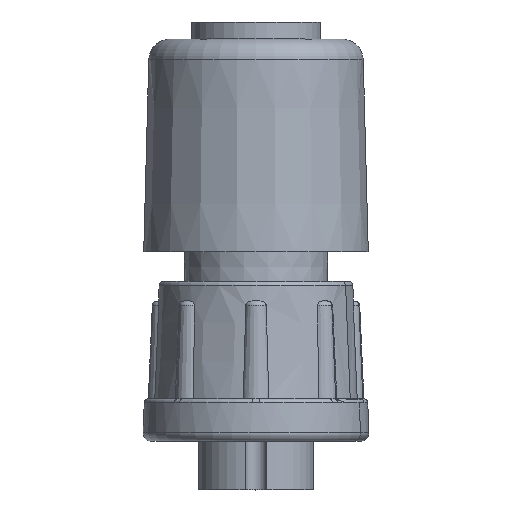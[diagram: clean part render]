
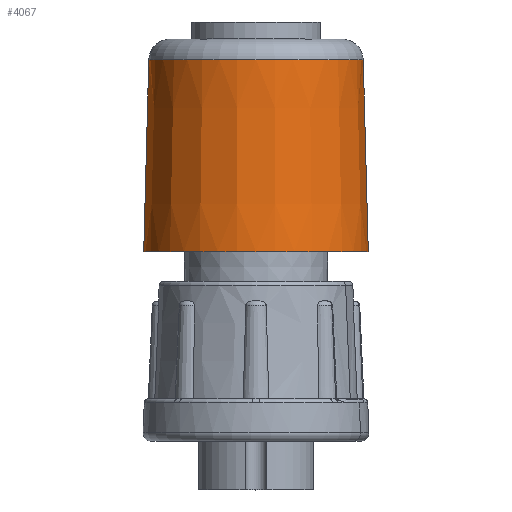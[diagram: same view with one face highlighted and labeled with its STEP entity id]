
A CAD part, top view. The second image highlights one B-rep face of the part: STEP entity #4067.
In plain terms, the highlighted conical face has half-angle 1.5 degrees and reference radius 6.706 mm.
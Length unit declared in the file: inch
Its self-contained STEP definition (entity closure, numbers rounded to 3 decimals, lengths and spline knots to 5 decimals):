
#6 = EDGE_CURVE ( 'NONE', #1281, #3030, #1128, .T. ) ;
#110 = DIRECTION ( 'NONE',  ( 0., -1., 0. ) ) ;
#154 = VECTOR ( 'NONE', #1462, 39.37008 ) ;
#294 = EDGE_CURVE ( 'NONE', #1281, #2794, #1168, .T. ) ;
#496 = DIRECTION ( 'NONE',  ( -1., 0., 0. ) ) ;
#580 = CARTESIAN_POINT ( 'NONE',  ( 0., 0., 0. ) ) ;
#658 = AXIS2_PLACEMENT_3D ( 'NONE', #2205, #110, #873 ) ;
#711 = EDGE_CURVE ( 'NONE', #2794, #2136, #1996, .T. ) ;
#787 = CARTESIAN_POINT ( 'NONE',  ( -0.264, 0., 0. ) ) ;
#873 = DIRECTION ( 'NONE',  ( -1., 0., 0. ) ) ;
#945 = DIRECTION ( 'NONE',  ( 0., -1., 0. ) ) ;
#976 = EDGE_CURVE ( 'NONE', #3030, #2136, #2168, .T. ) ;
#1128 = CIRCLE ( 'NONE', #2133, 0.25218 ) ;
#1168 = LINE ( 'NONE', #3712, #154 ) ;
#1214 = CARTESIAN_POINT ( 'NONE',  ( -0.264, 0., 0. ) ) ;
#1227 = DIRECTION ( 'NONE',  ( -0.026, -1., 0. ) ) ;
#1281 = VERTEX_POINT ( 'NONE', #2404 ) ;
#1462 = DIRECTION ( 'NONE',  ( 0.026, -1., 0. ) ) ;
#1996 = CIRCLE ( 'NONE', #658, 0.264 ) ;
#2011 = AXIS2_PLACEMENT_3D ( 'NONE', #580, #945, #2826 ) ;
#2080 = FACE_OUTER_BOUND ( 'NONE', #3494, .T. ) ;
#2133 = AXIS2_PLACEMENT_3D ( 'NONE', #2216, #2324, #496 ) ;
#2136 = VERTEX_POINT ( 'NONE', #787 ) ;
#2168 = LINE ( 'NONE', #1214, #3932 ) ;
#2205 = CARTESIAN_POINT ( 'NONE',  ( 0., 0., 0. ) ) ;
#2215 = ORIENTED_EDGE ( 'NONE', *, *, #711, .F. ) ;
#2216 = CARTESIAN_POINT ( 'NONE',  ( 0., 0.45131, 0. ) ) ;
#2324 = DIRECTION ( 'NONE',  ( 0., -1., 0. ) ) ;
#2404 = CARTESIAN_POINT ( 'NONE',  ( 0.25218, 0.45131, 0. ) ) ;
#2794 = VERTEX_POINT ( 'NONE', #3479 ) ;
#2826 = DIRECTION ( 'NONE',  ( -1., 0., 0. ) ) ;
#3030 = VERTEX_POINT ( 'NONE', #4805 ) ;
#3139 = ORIENTED_EDGE ( 'NONE', *, *, #294, .F. ) ;
#3479 = CARTESIAN_POINT ( 'NONE',  ( 0.264, 0., 0. ) ) ;
#3494 = EDGE_LOOP ( 'NONE', ( #3139, #4551, #4610, #2215 ) ) ;
#3712 = CARTESIAN_POINT ( 'NONE',  ( 0.264, 0., 0. ) ) ;
#3932 = VECTOR ( 'NONE', #1227, 39.37008 ) ;
#4067 = ADVANCED_FACE ( 'NONE', ( #2080 ), #4841, .T. ) ;
#4551 = ORIENTED_EDGE ( 'NONE', *, *, #6, .T. ) ;
#4610 = ORIENTED_EDGE ( 'NONE', *, *, #976, .T. ) ;
#4805 = CARTESIAN_POINT ( 'NONE',  ( -0.25218, 0.45131, 0. ) ) ;
#4841 = CONICAL_SURFACE ( 'NONE', #2011, 0.264, 0.026 ) ;
